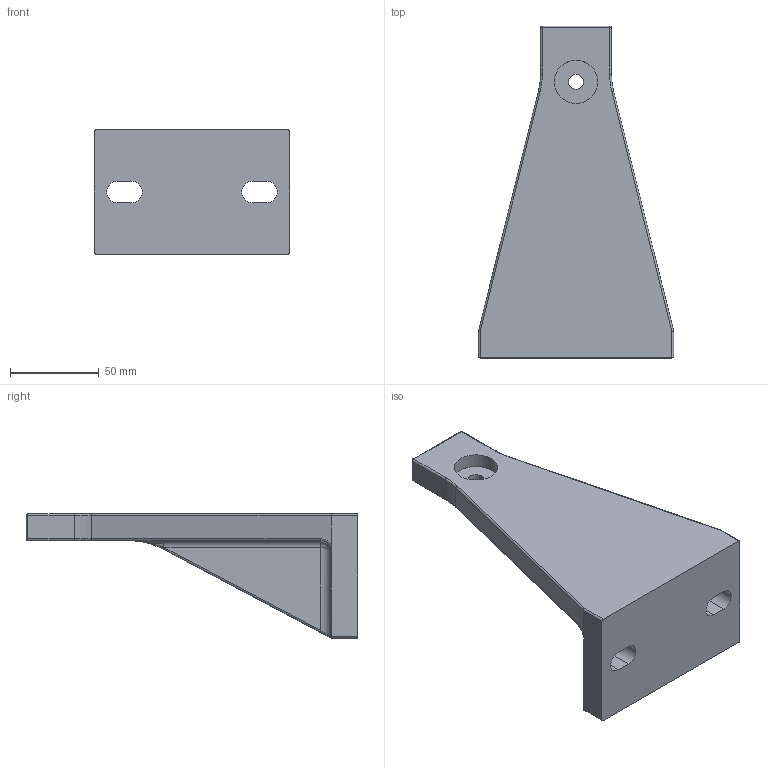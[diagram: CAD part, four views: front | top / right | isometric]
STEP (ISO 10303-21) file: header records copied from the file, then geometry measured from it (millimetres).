
FILE_DESCRIPTION(/* description */ (''),/* implementation_level */ '2;1');
FILE_NAME(/* name */ 'eje.aspas-0.2.stp',/* time_stamp */ '2015-09-21T09:58:46+02:00',/* author */ ('Startic'),/* organization */ (''),/* preprocessor_version */ 'ST-DEVELOPER v16.1',/* originating_system */ 'Autodesk Inventor LT ',/* authorisation */ '');
FILE_SCHEMA (('AUTOMOTIVE_DESIGN { 1 0 10303 214 3 1 1 }'));
Length unit declared in the file: millimetre
Products named in the file (1): eje.aspas-0.2
Bounding box: 110 x 187 x 70 mm (x, y, z)
Volume: 398018.2 mm3; surface area: 52695.4 mm2
Topology: 1 solids, 1 shells, 107 faces, 257 edges, 147 vertices
Faces by surface type: cylinder 38, bspline 28, plane 25, torus 6, sphere 6, cone 4
Full cylindrical faces by diameter (mm): 8.5 x1, 24.5 x1
Entity records: 5348 total; most frequent: CARTESIAN_POINT 2969, ORIENTED_EDGE 502, DIRECTION 472, EDGE_CURVE 251, AXIS2_PLACEMENT_3D 186, VERTEX_POINT 147, EDGE_LOOP 114, FACE_OUTER_BOUND 107
